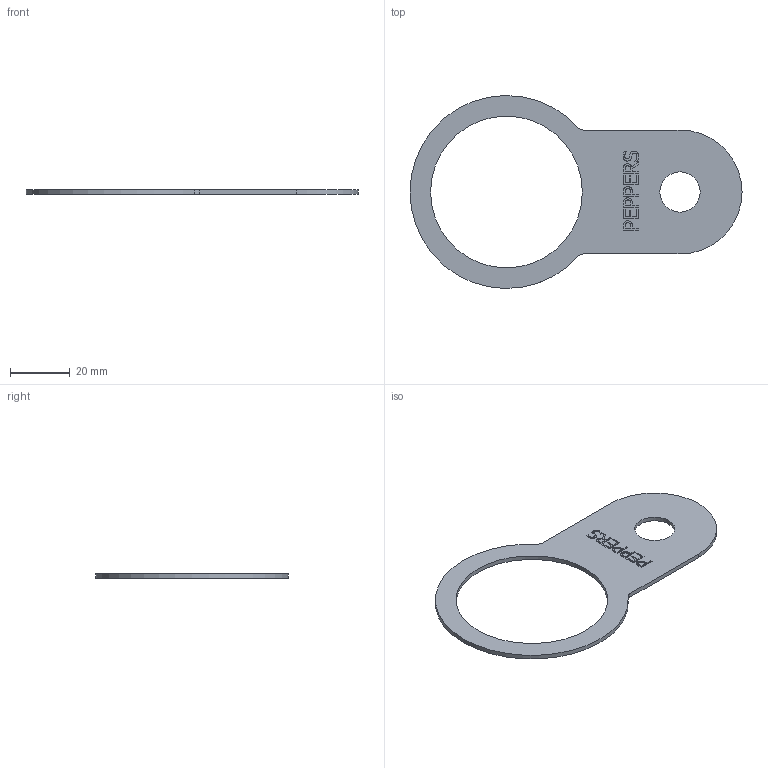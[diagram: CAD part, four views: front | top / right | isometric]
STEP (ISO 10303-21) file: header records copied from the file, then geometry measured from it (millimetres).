
FILE_DESCRIPTION(/* description */ ('Erdungsfahne M50'),/* implementation_level */ '2;1');
FILE_NAME(/* name */ '01567154-RST.stp',/* time_stamp */ '2020-10-27T11:38:27+01:00',/* author */ ('sl'),/* organization */ (''),/* preprocessor_version */ 'ST-DEVELOPER v16.5',/* originating_system */ 'Autodesk Inventor 2017',/* authorisation */ '');
FILE_SCHEMA (('AUTOMOTIVE_DESIGN { 1 0 10303 214 3 1 1 }'));
Length unit declared in the file: millimetre
Products named in the file (1): 01567154
Bounding box: 111.15 x 64.59 x 1.5 mm (x, y, z)
Volume: 4417.9 mm3; surface area: 6686.7 mm2
Topology: 1 solids, 1 shells, 131 faces, 354 edges, 236 vertices
Faces by surface type: plane 78, bspline 47, cylinder 6
Full cylindrical faces by diameter (mm): 13.5 x1, 50.8 x1
Entity records: 4364 total; most frequent: CARTESIAN_POINT 1331, ORIENTED_EDGE 704, DIRECTION 440, EDGE_CURVE 352, LINE 246, VECTOR 246, VERTEX_POINT 236, EDGE_LOOP 148
